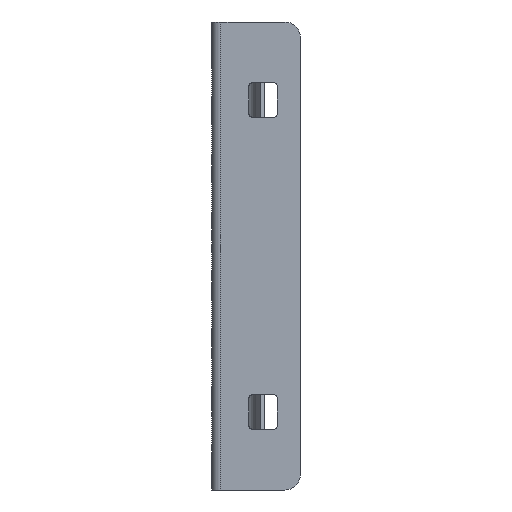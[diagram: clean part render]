
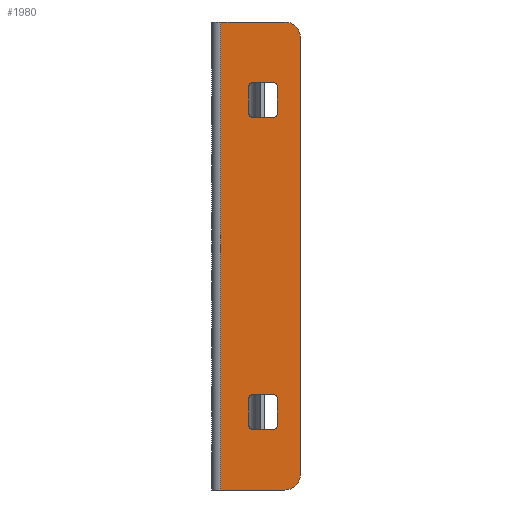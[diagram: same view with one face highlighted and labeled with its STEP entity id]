
A CAD part, front view. The second image highlights one B-rep face of the part: STEP entity #1980.
In plain terms, the highlighted planar face has unit normal (0, -1, 0).
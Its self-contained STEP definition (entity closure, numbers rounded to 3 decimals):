
#10=CARTESIAN_POINT('',(0.078,50.,0.));
#20=DIRECTION('',(0.,-1.,0.));
#30=DIRECTION('',(-1.,0.,0.));
#40=AXIS2_PLACEMENT_3D('',#10,#20,#30);
#50=PLANE('',#40);
#60=CARTESIAN_POINT('',(23.5,50.,145.));
#70=DIRECTION('',(0.,-1.,0.));
#80=DIRECTION('',(-1.,0.,0.));
#90=AXIS2_PLACEMENT_3D('',#60,#70,#80);
#100=CIRCLE('',#90,5.);
#110=CARTESIAN_POINT('',(28.5,50.,145.));
#120=VERTEX_POINT('',#110);
#130=CARTESIAN_POINT('',(23.5,50.,150.));
#140=VERTEX_POINT('',#130);
#150=EDGE_CURVE('',#120,#140,#100,.T.);
#160=ORIENTED_EDGE('',*,*,#150,.T.);
#170=CARTESIAN_POINT('',(28.5,50.,0.));
#180=DIRECTION('',(0.,0.,-1.));
#190=VECTOR('',#180,1.);
#200=LINE('',#170,#190);
#210=CARTESIAN_POINT('',(28.5,50.,5.));
#220=VERTEX_POINT('',#210);
#230=EDGE_CURVE('',#120,#220,#200,.T.);
#240=ORIENTED_EDGE('',*,*,#230,.F.);
#250=CARTESIAN_POINT('',(23.5,50.,5.));
#260=DIRECTION('',(0.,-1.,0.));
#270=DIRECTION('',(-1.,0.,0.));
#280=AXIS2_PLACEMENT_3D('',#250,#260,#270);
#290=CIRCLE('',#280,5.);
#300=CARTESIAN_POINT('',(23.5,50.,0.));
#310=VERTEX_POINT('',#300);
#320=EDGE_CURVE('',#310,#220,#290,.T.);
#330=ORIENTED_EDGE('',*,*,#320,.T.);
#340=CARTESIAN_POINT('',(0.,50.,0.));
#350=DIRECTION('',(1.,0.,0.));
#360=VECTOR('',#350,1.);
#370=LINE('',#340,#360);
#380=CARTESIAN_POINT('',(3.,50.,0.));
#390=VERTEX_POINT('',#380);
#400=EDGE_CURVE('',#390,#310,#370,.T.);
#410=ORIENTED_EDGE('',*,*,#400,.T.);
#420=CARTESIAN_POINT('',(3.,50.,0.));
#430=DIRECTION('',(0.,0.,1.));
#440=VECTOR('',#430,1.);
#450=LINE('',#420,#440);
#460=CARTESIAN_POINT('',(3.,50.,150.));
#470=VERTEX_POINT('',#460);
#480=EDGE_CURVE('',#390,#470,#450,.T.);
#490=ORIENTED_EDGE('',*,*,#480,.F.);
#500=CARTESIAN_POINT('',(0.,50.,150.));
#510=DIRECTION('',(1.,0.,0.));
#520=VECTOR('',#510,1.);
#530=LINE('',#500,#520);
#540=EDGE_CURVE('',#470,#140,#530,.T.);
#550=ORIENTED_EDGE('',*,*,#540,.F.);
#560=EDGE_LOOP('',(#550,#490,#410,#330,#240,#160));
#570=FACE_OUTER_BOUND('',#560,.T.);
#580=CARTESIAN_POINT('',(13.,50.,129.5));
#590=DIRECTION('',(0.,-1.,0.));
#600=DIRECTION('',(1.,0.,0.));
#610=AXIS2_PLACEMENT_3D('',#580,#590,#600);
#620=CIRCLE('',#610,1.);
#630=CARTESIAN_POINT('',(13.,50.,130.5));
#640=VERTEX_POINT('',#630);
#650=CARTESIAN_POINT('',(12.,50.,129.5));
#660=VERTEX_POINT('',#650);
#670=EDGE_CURVE('',#640,#660,#620,.T.);
#680=ORIENTED_EDGE('',*,*,#670,.F.);
#690=CARTESIAN_POINT('',(12.,50.,-100.));
#700=DIRECTION('',(0.,0.,1.));
#710=VECTOR('',#700,1.);
#720=LINE('',#690,#710);
#730=CARTESIAN_POINT('',(12.,50.,120.5));
#740=VERTEX_POINT('',#730);
#750=EDGE_CURVE('',#740,#660,#720,.T.);
#760=ORIENTED_EDGE('',*,*,#750,.T.);
#770=CARTESIAN_POINT('',(13.,50.,120.5));
#780=DIRECTION('',(0.,-1.,0.));
#790=DIRECTION('',(1.,0.,0.));
#800=AXIS2_PLACEMENT_3D('',#770,#780,#790);
#810=CIRCLE('',#800,1.);
#820=CARTESIAN_POINT('',(13.,50.,119.5));
#830=VERTEX_POINT('',#820);
#840=EDGE_CURVE('',#740,#830,#810,.T.);
#850=ORIENTED_EDGE('',*,*,#840,.F.);
#860=CARTESIAN_POINT('',(0.,50.,119.5));
#870=DIRECTION('',(-1.,0.,0.));
#880=VECTOR('',#870,1.);
#890=LINE('',#860,#880);
#900=CARTESIAN_POINT('',(20.,50.,119.5));
#910=VERTEX_POINT('',#900);
#920=EDGE_CURVE('',#910,#830,#890,.T.);
#930=ORIENTED_EDGE('',*,*,#920,.T.);
#940=CARTESIAN_POINT('',(20.,50.,120.5));
#950=DIRECTION('',(0.,-1.,0.));
#960=DIRECTION('',(1.,0.,0.));
#970=AXIS2_PLACEMENT_3D('',#940,#950,#960);
#980=CIRCLE('',#970,1.);
#990=CARTESIAN_POINT('',(21.,50.,120.5));
#1000=VERTEX_POINT('',#990);
#1010=EDGE_CURVE('',#910,#1000,#980,.T.);
#1020=ORIENTED_EDGE('',*,*,#1010,.F.);
#1030=CARTESIAN_POINT('',(21.,50.,-100.));
#1040=DIRECTION('',(0.,0.,-1.));
#1050=VECTOR('',#1040,1.);
#1060=LINE('',#1030,#1050);
#1070=CARTESIAN_POINT('',(21.,50.,129.5));
#1080=VERTEX_POINT('',#1070);
#1090=EDGE_CURVE('',#1080,#1000,#1060,.T.);
#1100=ORIENTED_EDGE('',*,*,#1090,.T.);
#1110=CARTESIAN_POINT('',(20.,50.,129.5));
#1120=DIRECTION('',(0.,-1.,0.));
#1130=DIRECTION('',(1.,0.,0.));
#1140=AXIS2_PLACEMENT_3D('',#1110,#1120,#1130);
#1150=CIRCLE('',#1140,1.);
#1160=CARTESIAN_POINT('',(20.,50.,130.5));
#1170=VERTEX_POINT('',#1160);
#1180=EDGE_CURVE('',#1080,#1170,#1150,.T.);
#1190=ORIENTED_EDGE('',*,*,#1180,.F.);
#1200=CARTESIAN_POINT('',(0.,50.,130.5));
#1210=DIRECTION('',(1.,0.,0.));
#1220=VECTOR('',#1210,1.);
#1230=LINE('',#1200,#1220);
#1240=EDGE_CURVE('',#640,#1170,#1230,.T.);
#1250=ORIENTED_EDGE('',*,*,#1240,.T.);
#1260=EDGE_LOOP('',(#1250,#1190,#1100,#1020,#930,#850,#760,#680));
#1270=FACE_BOUND('',#1260,.T.);
#1280=CARTESIAN_POINT('',(13.,50.,29.5));
#1290=DIRECTION('',(0.,-1.,0.));
#1300=DIRECTION('',(1.,0.,0.));
#1310=AXIS2_PLACEMENT_3D('',#1280,#1290,#1300);
#1320=CIRCLE('',#1310,1.);
#1330=CARTESIAN_POINT('',(13.,50.,30.5));
#1340=VERTEX_POINT('',#1330);
#1350=CARTESIAN_POINT('',(12.,50.,29.5));
#1360=VERTEX_POINT('',#1350);
#1370=EDGE_CURVE('',#1340,#1360,#1320,.T.);
#1380=ORIENTED_EDGE('',*,*,#1370,.F.);
#1390=CARTESIAN_POINT('',(12.,50.,0.));
#1400=DIRECTION('',(0.,0.,1.));
#1410=VECTOR('',#1400,1.);
#1420=LINE('',#1390,#1410);
#1430=CARTESIAN_POINT('',(12.,50.,20.5));
#1440=VERTEX_POINT('',#1430);
#1450=EDGE_CURVE('',#1440,#1360,#1420,.T.);
#1460=ORIENTED_EDGE('',*,*,#1450,.T.);
#1470=CARTESIAN_POINT('',(13.,50.,20.5));
#1480=DIRECTION('',(0.,-1.,0.));
#1490=DIRECTION('',(1.,0.,0.));
#1500=AXIS2_PLACEMENT_3D('',#1470,#1480,#1490);
#1510=CIRCLE('',#1500,1.);
#1520=CARTESIAN_POINT('',(13.,50.,19.5));
#1530=VERTEX_POINT('',#1520);
#1540=EDGE_CURVE('',#1440,#1530,#1510,.T.);
#1550=ORIENTED_EDGE('',*,*,#1540,.F.);
#1560=CARTESIAN_POINT('',(0.,50.,19.5));
#1570=DIRECTION('',(-1.,0.,0.));
#1580=VECTOR('',#1570,1.);
#1590=LINE('',#1560,#1580);
#1600=CARTESIAN_POINT('',(20.,50.,19.5));
#1610=VERTEX_POINT('',#1600);
#1620=EDGE_CURVE('',#1610,#1530,#1590,.T.);
#1630=ORIENTED_EDGE('',*,*,#1620,.T.);
#1640=CARTESIAN_POINT('',(20.,50.,20.5));
#1650=DIRECTION('',(0.,-1.,0.));
#1660=DIRECTION('',(1.,0.,0.));
#1670=AXIS2_PLACEMENT_3D('',#1640,#1650,#1660);
#1680=CIRCLE('',#1670,1.);
#1690=CARTESIAN_POINT('',(21.,50.,20.5));
#1700=VERTEX_POINT('',#1690);
#1710=EDGE_CURVE('',#1610,#1700,#1680,.T.);
#1720=ORIENTED_EDGE('',*,*,#1710,.F.);
#1730=CARTESIAN_POINT('',(21.,50.,0.));
#1740=DIRECTION('',(0.,0.,-1.));
#1750=VECTOR('',#1740,1.);
#1760=LINE('',#1730,#1750);
#1770=CARTESIAN_POINT('',(21.,50.,29.5));
#1780=VERTEX_POINT('',#1770);
#1790=EDGE_CURVE('',#1780,#1700,#1760,.T.);
#1800=ORIENTED_EDGE('',*,*,#1790,.T.);
#1810=CARTESIAN_POINT('',(20.,50.,29.5));
#1820=DIRECTION('',(0.,-1.,0.));
#1830=DIRECTION('',(1.,0.,0.));
#1840=AXIS2_PLACEMENT_3D('',#1810,#1820,#1830);
#1850=CIRCLE('',#1840,1.);
#1860=CARTESIAN_POINT('',(20.,50.,30.5));
#1870=VERTEX_POINT('',#1860);
#1880=EDGE_CURVE('',#1780,#1870,#1850,.T.);
#1890=ORIENTED_EDGE('',*,*,#1880,.F.);
#1900=CARTESIAN_POINT('',(0.,50.,30.5));
#1910=DIRECTION('',(1.,0.,0.));
#1920=VECTOR('',#1910,1.);
#1930=LINE('',#1900,#1920);
#1940=EDGE_CURVE('',#1340,#1870,#1930,.T.);
#1950=ORIENTED_EDGE('',*,*,#1940,.T.);
#1960=EDGE_LOOP('',(#1950,#1890,#1800,#1720,#1630,#1550,#1460,#1380));
#1970=FACE_BOUND('',#1960,.T.);
#1980=ADVANCED_FACE('',(#570,#1270,#1970),#50,.T.);
